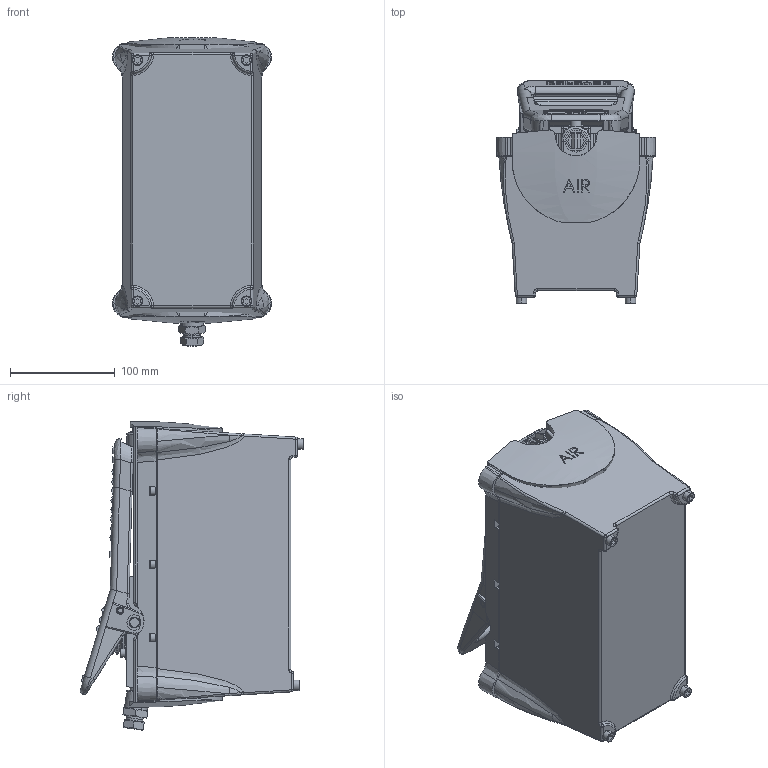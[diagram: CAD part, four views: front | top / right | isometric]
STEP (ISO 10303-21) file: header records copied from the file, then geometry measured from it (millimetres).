
FILE_DESCRIPTION (( 'STEP AP203' ), '1' );
FILE_NAME ('A5807.STEP', '2015-11-23T02:39:40', ( '' ), ( '' ), 'SwSTEP 2.0', 'SolidWorks 2015', '' );
FILE_SCHEMA (( 'CONFIG_CONTROL_DESIGN' ));
Products named in the file (1): A5807
Bounding box: 151.65 x 213.36 x 294.19 mm (x, y, z)
Volume: 1485220.2 mm3; surface area: 577323.3 mm2
Topology: 51 solids, 51 shells, 2439 faces, 5981 edges, 3699 vertices
Faces by surface type: plane 1001, cylinder 763, cone 291, bspline 204, torus 106, sphere 74
Entity records: 86149 total; most frequent: CARTESIAN_POINT 30347, ORIENTED_EDGE 11728, DIRECTION 11314, EDGE_CURVE 5864, AXIS2_PLACEMENT_3D 4261, VERTEX_POINT 3689, VECTOR 2792, LINE 2792
